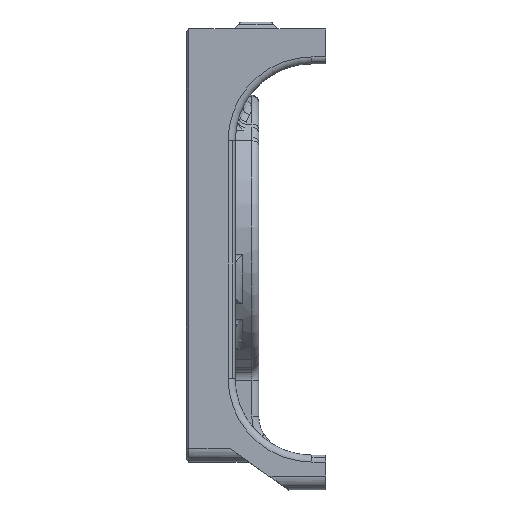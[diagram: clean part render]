
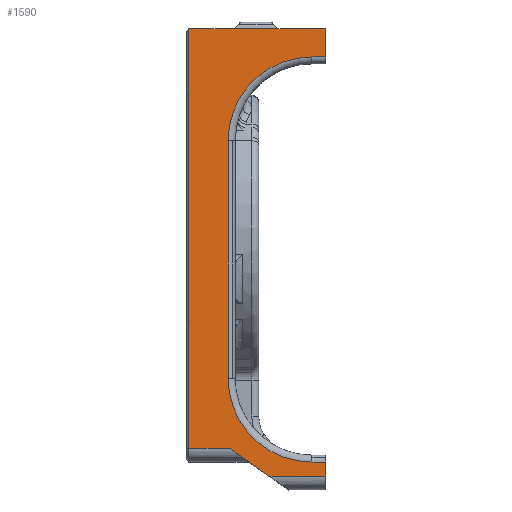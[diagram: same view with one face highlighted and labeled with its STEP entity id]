
A CAD part, left-side view. The second image highlights one B-rep face of the part: STEP entity #1590.
In plain terms, the highlighted planar face has unit normal (-1, 0, 0).
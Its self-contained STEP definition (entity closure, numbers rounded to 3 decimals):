
#3 = LINE ( 'NONE', #5346, #3895 ) ;
#123 = AXIS2_PLACEMENT_3D ( 'NONE', #827, #3552, #5700 ) ;
#252 = ORIENTED_EDGE ( 'NONE', *, *, #1802, .T. ) ;
#296 = DIRECTION ( 'NONE',  ( -1., 0., 0. ) ) ;
#342 = ORIENTED_EDGE ( 'NONE', *, *, #6637, .T. ) ;
#350 = LINE ( 'NONE', #6112, #5929 ) ;
#399 = AXIS2_PLACEMENT_3D ( 'NONE', #3504, #296, #4593 ) ;
#464 = CARTESIAN_POINT ( 'NONE',  ( 213.8, -38., -120.096 ) ) ;
#543 = CARTESIAN_POINT ( 'NONE',  ( 213.8, -18.982, -114.482 ) ) ;
#548 = DIRECTION ( 'NONE',  ( 0., -1., 0. ) ) ;
#610 = CARTESIAN_POINT ( 'NONE',  ( 213.8, -18.4, -118.096 ) ) ;
#737 = LINE ( 'NONE', #1690, #5024 ) ;
#761 = VECTOR ( 'NONE', #6397, 1000. ) ;
#827 = CARTESIAN_POINT ( 'NONE',  ( 213.8, -36., -74.096 ) ) ;
#863 = DIRECTION ( 'NONE',  ( 0., 0., -1. ) ) ;
#889 = VECTOR ( 'NONE', #1618, 1000. ) ;
#976 = VERTEX_POINT ( 'NONE', #6653 ) ;
#1088 = DIRECTION ( 'NONE',  ( 0., 0.707, -0.707 ) ) ;
#1092 = DIRECTION ( 'NONE',  ( 0., 1., 0. ) ) ;
#1360 = CARTESIAN_POINT ( 'NONE',  ( 213.8, -18.4, -118.096 ) ) ;
#1386 = VERTEX_POINT ( 'NONE', #6828 ) ;
#1420 = CARTESIAN_POINT ( 'NONE',  ( 213.8, -38., -56.096 ) ) ;
#1489 = CARTESIAN_POINT ( 'NONE',  ( 213.8, -24., -66.096 ) ) ;
#1590 = ADVANCED_FACE ( 'NONE', ( #5758 ), #5080, .T. ) ;
#1618 = DIRECTION ( 'NONE',  ( 0., -1., 0. ) ) ;
#1690 = CARTESIAN_POINT ( 'NONE',  ( 213.8, -38., -122.096 ) ) ;
#1706 = EDGE_CURVE ( 'NONE', #1386, #5261, #2469, .T. ) ;
#1802 = EDGE_CURVE ( 'NONE', #976, #3062, #737, .T. ) ;
#1843 = VERTEX_POINT ( 'NONE', #4403 ) ;
#2125 = CARTESIAN_POINT ( 'NONE',  ( 213.8, -38., -58.096 ) ) ;
#2171 = DIRECTION ( 'NONE',  ( 1., 0., 0. ) ) ;
#2175 = LINE ( 'NONE', #610, #2670 ) ;
#2469 = CIRCLE ( 'NONE', #4153, 12. ) ;
#2471 = LINE ( 'NONE', #1420, #4015 ) ;
#2475 = VERTEX_POINT ( 'NONE', #1360 ) ;
#2528 = EDGE_CURVE ( 'NONE', #4120, #3062, #4644, .T. ) ;
#2574 = CARTESIAN_POINT ( 'NONE',  ( 213.8, -36., -108.096 ) ) ;
#2670 = VECTOR ( 'NONE', #6325, 1000. ) ;
#2686 = LINE ( 'NONE', #2125, #3348 ) ;
#2708 = CARTESIAN_POINT ( 'NONE',  ( 213.8, -38., -120.096 ) ) ;
#2727 = EDGE_CURVE ( 'NONE', #1843, #4945, #350, .T. ) ;
#2743 = CARTESIAN_POINT ( 'NONE',  ( 213.8, -38., -122.096 ) ) ;
#2773 = VECTOR ( 'NONE', #1092, 1000. ) ;
#2802 = VERTEX_POINT ( 'NONE', #5662 ) ;
#2866 = CARTESIAN_POINT ( 'NONE',  ( 213.8, -32.5, -118.096 ) ) ;
#2883 = VECTOR ( 'NONE', #3094, 1000. ) ;
#2926 = EDGE_LOOP ( 'NONE', ( #6181, #6593, #342, #5143, #252, #6501, #5469, #4332, #3456, #5512, #3695, #3365, #6778, #3280 ) ) ;
#2937 = EDGE_CURVE ( 'NONE', #5900, #5066, #2686, .T. ) ;
#3026 = CARTESIAN_POINT ( 'NONE',  ( 213.8, -18.4, -58.096 ) ) ;
#3062 = VERTEX_POINT ( 'NONE', #2743 ) ;
#3094 = DIRECTION ( 'NONE',  ( 0., 0., 1. ) ) ;
#3280 = ORIENTED_EDGE ( 'NONE', *, *, #4568, .F. ) ;
#3348 = VECTOR ( 'NONE', #4818, 1000. ) ;
#3365 = ORIENTED_EDGE ( 'NONE', *, *, #4429, .F. ) ;
#3456 = ORIENTED_EDGE ( 'NONE', *, *, #5917, .T. ) ;
#3504 = CARTESIAN_POINT ( 'NONE',  ( 213.8, -38., -58.096 ) ) ;
#3532 = CARTESIAN_POINT ( 'NONE',  ( 213.8, -24., -108.096 ) ) ;
#3552 = DIRECTION ( 'NONE',  ( 1., 0., 0. ) ) ;
#3555 = CARTESIAN_POINT ( 'NONE',  ( 213.8, -24.144, -118.096 ) ) ;
#3695 = ORIENTED_EDGE ( 'NONE', *, *, #6542, .T. ) ;
#3753 = LINE ( 'NONE', #2708, #2773 ) ;
#3895 = VECTOR ( 'NONE', #548, 1000. ) ;
#3916 = VERTEX_POINT ( 'NONE', #5254 ) ;
#3995 = LINE ( 'NONE', #1489, #2883 ) ;
#4015 = VECTOR ( 'NONE', #863, 1000. ) ;
#4120 = VERTEX_POINT ( 'NONE', #6471 ) ;
#4134 = VECTOR ( 'NONE', #5780, 1000. ) ;
#4153 = AXIS2_PLACEMENT_3D ( 'NONE', #2574, #2171, #1088 ) ;
#4332 = ORIENTED_EDGE ( 'NONE', *, *, #1706, .T. ) ;
#4351 = CIRCLE ( 'NONE', #123, 12. ) ;
#4403 = CARTESIAN_POINT ( 'NONE',  ( 213.8, -31., -58.096 ) ) ;
#4421 = EDGE_CURVE ( 'NONE', #2802, #3916, #4351, .T. ) ;
#4429 = EDGE_CURVE ( 'NONE', #4945, #5733, #2471, .T. ) ;
#4437 = DIRECTION ( 'NONE',  ( 0., -1., 0. ) ) ;
#4568 = EDGE_CURVE ( 'NONE', #5066, #1843, #3, .T. ) ;
#4593 = DIRECTION ( 'NONE',  ( 0., 1., 0. ) ) ;
#4644 = LINE ( 'NONE', #464, #4134 ) ;
#4818 = DIRECTION ( 'NONE',  ( 0., -1., 0. ) ) ;
#4945 = VERTEX_POINT ( 'NONE', #6395 ) ;
#5024 = VECTOR ( 'NONE', #4437, 1000. ) ;
#5066 = VERTEX_POINT ( 'NONE', #6066 ) ;
#5080 = PLANE ( 'NONE',  #399 ) ;
#5138 = DIRECTION ( 'NONE',  ( 0., -1., 0. ) ) ;
#5143 = ORIENTED_EDGE ( 'NONE', *, *, #6110, .F. ) ;
#5254 = CARTESIAN_POINT ( 'NONE',  ( 213.8, -36., -62.096 ) ) ;
#5261 = VERTEX_POINT ( 'NONE', #3532 ) ;
#5346 = CARTESIAN_POINT ( 'NONE',  ( 213.8, -34.5, -58.096 ) ) ;
#5387 = CARTESIAN_POINT ( 'NONE',  ( 213.8, -38., -62.096 ) ) ;
#5469 = ORIENTED_EDGE ( 'NONE', *, *, #6190, .T. ) ;
#5502 = VERTEX_POINT ( 'NONE', #3555 ) ;
#5512 = ORIENTED_EDGE ( 'NONE', *, *, #4421, .T. ) ;
#5662 = CARTESIAN_POINT ( 'NONE',  ( 213.8, -24., -74.096 ) ) ;
#5700 = DIRECTION ( 'NONE',  ( 0., 0.707, 0.707 ) ) ;
#5733 = VERTEX_POINT ( 'NONE', #5387 ) ;
#5758 = FACE_OUTER_BOUND ( 'NONE', #2926, .T. ) ;
#5780 = DIRECTION ( 'NONE',  ( 0., 0., -1. ) ) ;
#5900 = VERTEX_POINT ( 'NONE', #3026 ) ;
#5917 = EDGE_CURVE ( 'NONE', #5261, #2802, #3995, .T. ) ;
#5929 = VECTOR ( 'NONE', #5138, 1000. ) ;
#5955 = LINE ( 'NONE', #2866, #6028 ) ;
#6028 = VECTOR ( 'NONE', #6490, 1000. ) ;
#6066 = CARTESIAN_POINT ( 'NONE',  ( 213.8, -25., -58.096 ) ) ;
#6071 = EDGE_CURVE ( 'NONE', #5900, #2475, #2175, .T. ) ;
#6110 = EDGE_CURVE ( 'NONE', #976, #5502, #6855, .T. ) ;
#6112 = CARTESIAN_POINT ( 'NONE',  ( 213.8, -38., -58.096 ) ) ;
#6181 = ORIENTED_EDGE ( 'NONE', *, *, #2937, .F. ) ;
#6190 = EDGE_CURVE ( 'NONE', #4120, #1386, #3753, .T. ) ;
#6325 = DIRECTION ( 'NONE',  ( 0., 0., -1. ) ) ;
#6395 = CARTESIAN_POINT ( 'NONE',  ( 213.8, -38., -58.096 ) ) ;
#6397 = DIRECTION ( 'NONE',  ( 0., 0.819, 0.574 ) ) ;
#6417 = CARTESIAN_POINT ( 'NONE',  ( 213.8, -39.5, -62.096 ) ) ;
#6471 = CARTESIAN_POINT ( 'NONE',  ( 213.8, -38., -120.096 ) ) ;
#6490 = DIRECTION ( 'NONE',  ( 0., -1., 0. ) ) ;
#6501 = ORIENTED_EDGE ( 'NONE', *, *, #2528, .F. ) ;
#6542 = EDGE_CURVE ( 'NONE', #3916, #5733, #6876, .T. ) ;
#6593 = ORIENTED_EDGE ( 'NONE', *, *, #6071, .T. ) ;
#6637 = EDGE_CURVE ( 'NONE', #2475, #5502, #5955, .T. ) ;
#6653 = CARTESIAN_POINT ( 'NONE',  ( 213.8, -29.856, -122.096 ) ) ;
#6778 = ORIENTED_EDGE ( 'NONE', *, *, #2727, .F. ) ;
#6828 = CARTESIAN_POINT ( 'NONE',  ( 213.8, -36., -120.096 ) ) ;
#6855 = LINE ( 'NONE', #543, #761 ) ;
#6876 = LINE ( 'NONE', #6417, #889 ) ;
